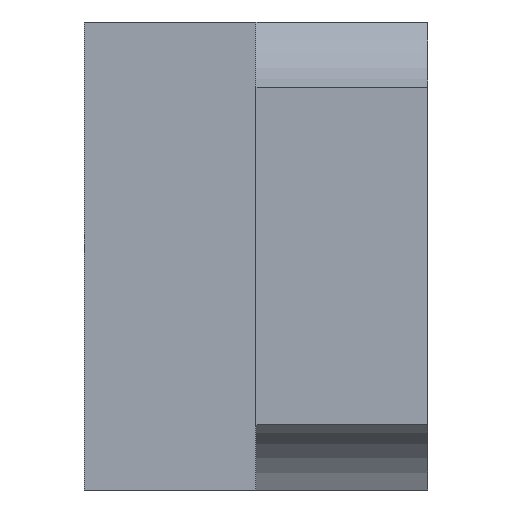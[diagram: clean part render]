
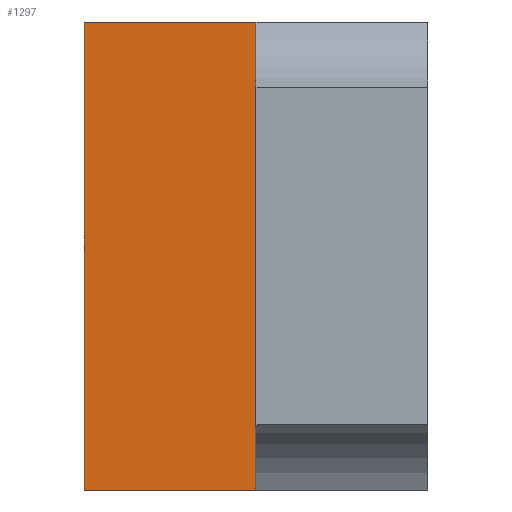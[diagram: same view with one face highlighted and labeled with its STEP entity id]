
A CAD part, left-side view. The second image highlights one B-rep face of the part: STEP entity #1297.
In plain terms, the highlighted planar face has unit normal (-1, 0, 0).
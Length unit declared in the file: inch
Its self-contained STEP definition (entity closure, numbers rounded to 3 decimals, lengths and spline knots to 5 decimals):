
#73 = CARTESIAN_POINT ( 'NONE',  ( -0.059, 0.058, 0.0395 ) ) ;
#105 = LINE ( 'NONE', #73, #369 ) ;
#170 = CARTESIAN_POINT ( 'NONE',  ( -0.059, 0.058, -0.0395 ) ) ;
#200 = FACE_OUTER_BOUND ( 'NONE', #1274, .T. ) ;
#203 = LINE ( 'NONE', #1003, #503 ) ;
#208 = DIRECTION ( 'NONE',  ( 0., 0., 1. ) ) ;
#232 = VECTOR ( 'NONE', #754, 39.37008 ) ;
#253 = ORIENTED_EDGE ( 'NONE', *, *, #1286, .T. ) ;
#271 = VERTEX_POINT ( 'NONE', #832 ) ;
#304 = CARTESIAN_POINT ( 'NONE',  ( -0.059, 0.058, -0.0395 ) ) ;
#305 = CARTESIAN_POINT ( 'NONE',  ( -0.059, 0.058, -0.0395 ) ) ;
#310 = DIRECTION ( 'NONE',  ( 0., 0., 1. ) ) ;
#365 = CARTESIAN_POINT ( 'NONE',  ( -0.059, 0.058, -0.0395 ) ) ;
#369 = VECTOR ( 'NONE', #431, 39.37008 ) ;
#389 = VECTOR ( 'NONE', #310, 39.37008 ) ;
#431 = DIRECTION ( 'NONE',  ( 0., -1., 0. ) ) ;
#437 = EDGE_CURVE ( 'NONE', #1234, #271, #689, .T. ) ;
#455 = ORIENTED_EDGE ( 'NONE', *, *, #437, .F. ) ;
#503 = VECTOR ( 'NONE', #208, 39.37008 ) ;
#688 = ORIENTED_EDGE ( 'NONE', *, *, #926, .F. ) ;
#689 = LINE ( 'NONE', #365, #389 ) ;
#754 = DIRECTION ( 'NONE',  ( 0., -1., 0. ) ) ;
#765 = VERTEX_POINT ( 'NONE', #1156 ) ;
#832 = CARTESIAN_POINT ( 'NONE',  ( -0.059, 0.058, 0.0395 ) ) ;
#926 = EDGE_CURVE ( 'NONE', #271, #765, #105, .T. ) ;
#938 = AXIS2_PLACEMENT_3D ( 'NONE', #170, #1411, #1194 ) ;
#957 = EDGE_CURVE ( 'NONE', #1064, #765, #203, .T. ) ;
#1003 = CARTESIAN_POINT ( 'NONE',  ( -0.059, 0.029, -0.0395 ) ) ;
#1064 = VERTEX_POINT ( 'NONE', #1129 ) ;
#1079 = PLANE ( 'NONE',  #938 ) ;
#1099 = LINE ( 'NONE', #304, #232 ) ;
#1129 = CARTESIAN_POINT ( 'NONE',  ( -0.059, 0.029, -0.0395 ) ) ;
#1156 = CARTESIAN_POINT ( 'NONE',  ( -0.059, 0.029, 0.0395 ) ) ;
#1194 = DIRECTION ( 'NONE',  ( 0., 0., -1. ) ) ;
#1231 = ORIENTED_EDGE ( 'NONE', *, *, #957, .T. ) ;
#1234 = VERTEX_POINT ( 'NONE', #305 ) ;
#1274 = EDGE_LOOP ( 'NONE', ( #1231, #688, #455, #253 ) ) ;
#1286 = EDGE_CURVE ( 'NONE', #1234, #1064, #1099, .T. ) ;
#1297 = ADVANCED_FACE ( 'NONE', ( #200 ), #1079, .F. ) ;
#1411 = DIRECTION ( 'NONE',  ( 1., 0., 0. ) ) ;
